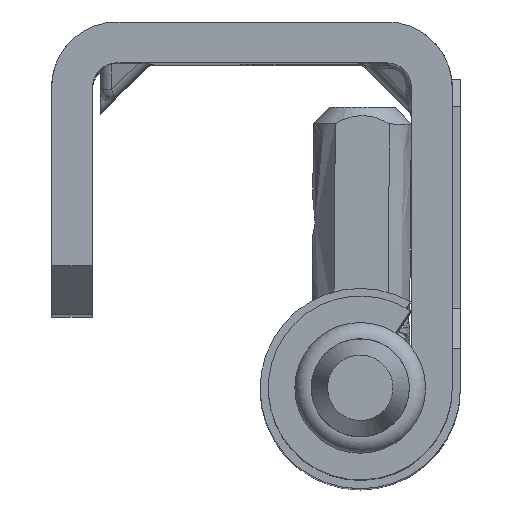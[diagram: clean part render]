
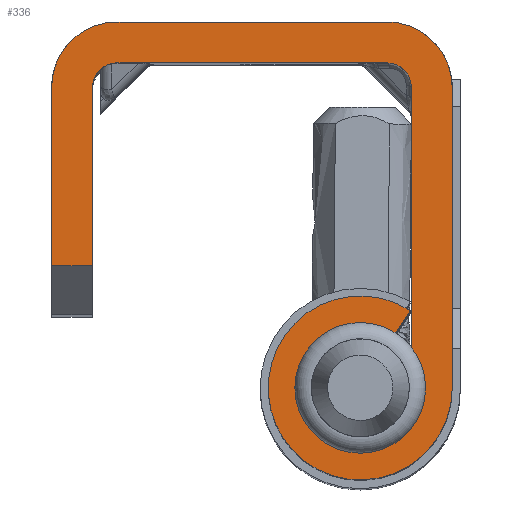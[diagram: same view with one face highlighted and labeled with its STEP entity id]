
A CAD part, top view. The second image highlights one B-rep face of the part: STEP entity #336.
In plain terms, the highlighted planar face has unit normal (0, 0, 1).
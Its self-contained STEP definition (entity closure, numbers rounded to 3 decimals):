
#336=ADVANCED_FACE('',(#639),#640,.F.);
#639=FACE_OUTER_BOUND('',#2821,.T.);
#640=PLANE('',#2822);
#2821=EDGE_LOOP('',(#5895,#5896,#5897,#5898,#5899,#5900,#5901,#5902,#5903,#5904,#5905,#5906,#5907,#5908));
#2822=AXIS2_PLACEMENT_3D('',#5909,#5910,#5911);
#5895=ORIENTED_EDGE('',*,*,#7311,.F.);
#5896=ORIENTED_EDGE('',*,*,#7312,.T.);
#5897=ORIENTED_EDGE('',*,*,#7313,.F.);
#5898=ORIENTED_EDGE('',*,*,#7314,.T.);
#5899=ORIENTED_EDGE('',*,*,#7315,.F.);
#5900=ORIENTED_EDGE('',*,*,#7316,.T.);
#5901=ORIENTED_EDGE('',*,*,#7317,.F.);
#5902=ORIENTED_EDGE('',*,*,#7318,.F.);
#5903=ORIENTED_EDGE('',*,*,#7319,.F.);
#5904=ORIENTED_EDGE('',*,*,#7320,.F.);
#5905=ORIENTED_EDGE('',*,*,#7321,.F.);
#5906=ORIENTED_EDGE('',*,*,#7322,.T.);
#5907=ORIENTED_EDGE('',*,*,#7323,.F.);
#5908=ORIENTED_EDGE('',*,*,#7219,.T.);
#5909=CARTESIAN_POINT('',(0.0,0.0,45.0));
#5910=DIRECTION('',(0.0,0.0,-1.0));
#5911=DIRECTION('',(0.,-1.0,0.0));
#7219=EDGE_CURVE('',#7876,#7878,#7880,.F.);
#7311=EDGE_CURVE('',#8023,#7878,#8024,.T.);
#7312=EDGE_CURVE('',#8023,#8025,#8026,.T.);
#7313=EDGE_CURVE('',#8027,#8025,#8028,.T.);
#7314=EDGE_CURVE('',#8027,#8029,#8030,.T.);
#7315=EDGE_CURVE('',#8031,#8029,#8032,.T.);
#7316=EDGE_CURVE('',#8031,#8033,#8034,.T.);
#7317=EDGE_CURVE('',#8035,#8033,#8036,.T.);
#7318=EDGE_CURVE('',#8037,#8035,#8038,.T.);
#7319=EDGE_CURVE('',#8039,#8037,#8040,.T.);
#7320=EDGE_CURVE('',#8041,#8039,#8042,.T.);
#7321=EDGE_CURVE('',#8043,#8041,#8044,.T.);
#7322=EDGE_CURVE('',#8043,#8045,#8046,.F.);
#7323=EDGE_CURVE('',#7876,#8045,#8047,.T.);
#7876=VERTEX_POINT('',#8893);
#7878=VERTEX_POINT('',#8896);
#7880=CIRCLE('',#8899,4.0);
#8023=VERTEX_POINT('',#9122);
#8024=LINE('',#9123,#9124);
#8025=VERTEX_POINT('',#9125);
#8026=LINE('',#9126,#9127);
#8027=VERTEX_POINT('',#9128);
#8028=LINE('',#9129,#9130);
#8029=VERTEX_POINT('',#9131);
#8030=CIRCLE('',#9132,1.5);
#8031=VERTEX_POINT('',#9133);
#8032=LINE('',#9134,#9135);
#8033=VERTEX_POINT('',#9136);
#8034=CIRCLE('',#9137,1.5);
#8035=VERTEX_POINT('',#9138);
#8036=LINE('',#9139,#9140);
#8037=VERTEX_POINT('',#9141);
#8038=CIRCLE('',#9142,3.125);
#8039=VERTEX_POINT('',#9143);
#8040=LINE('',#9144,#9145);
#8041=VERTEX_POINT('',#9146);
#8042=CIRCLE('',#9147,5.625);
#8043=VERTEX_POINT('',#9148);
#8044=LINE('',#9149,#9150);
#8045=VERTEX_POINT('',#9151);
#8046=CIRCLE('',#9152,4.0);
#8047=LINE('',#9153,#9154);
#8893=CARTESIAN_POINT('',(-14.875,22.375,45.0));
#8896=CARTESIAN_POINT('',(-18.875,18.375,45.0));
#8899=AXIS2_PLACEMENT_3D('',#10380,#10381,#10382);
#9122=CARTESIAN_POINT('',(-18.875,7.475,45.0));
#9123=CARTESIAN_POINT('',(-18.875,4.475,45.0));
#9124=VECTOR('',#10568,1.0);
#9125=CARTESIAN_POINT('',(-16.375,7.475,45.0));
#9126=CARTESIAN_POINT('',(-16.375,7.475,45.0));
#9127=VECTOR('',#10569,1.0);
#9128=CARTESIAN_POINT('',(-16.375,18.375,45.0));
#9129=CARTESIAN_POINT('',(-16.375,19.875,45.0));
#9130=VECTOR('',#10570,1.0);
#9131=CARTESIAN_POINT('',(-14.875,19.875,45.0));
#9132=AXIS2_PLACEMENT_3D('',#10571,#10572,#10573);
#9133=CARTESIAN_POINT('',(1.625,19.875,45.0));
#9134=CARTESIAN_POINT('',(3.125,19.875,45.0));
#9135=VECTOR('',#10574,1.0);
#9136=CARTESIAN_POINT('',(3.125,18.375,45.0));
#9137=AXIS2_PLACEMENT_3D('',#10575,#10576,#10577);
#9138=CARTESIAN_POINT('',(3.125,0.0,45.0));
#9139=CARTESIAN_POINT('',(3.125,0.,45.0));
#9140=VECTOR('',#10578,1.0);
#9141=CARTESIAN_POINT('',(1.702,2.621,45.0));
#9142=AXIS2_PLACEMENT_3D('',#10579,#10580,#10581);
#9143=CARTESIAN_POINT('',(3.064,4.718,45.0));
#9144=CARTESIAN_POINT('',(3.064,4.718,45.0));
#9145=VECTOR('',#10582,1.0);
#9146=CARTESIAN_POINT('',(5.625,0.,45.0));
#9147=AXIS2_PLACEMENT_3D('',#10583,#10584,#10585);
#9148=CARTESIAN_POINT('',(5.625,18.375,45.0));
#9149=CARTESIAN_POINT('',(5.625,22.375,45.0));
#9150=VECTOR('',#10586,1.0);
#9151=CARTESIAN_POINT('',(1.625,22.375,45.0));
#9152=AXIS2_PLACEMENT_3D('',#10587,#10588,#10589);
#9153=CARTESIAN_POINT('',(-18.875,22.375,45.0));
#9154=VECTOR('',#10590,1.0);
#10380=CARTESIAN_POINT('',(-14.875,18.375,45.0));
#10381=DIRECTION('',(0.0,0.0,-1.0));
#10382=DIRECTION('',(-1.0,0.0,0.0));
#10568=DIRECTION('',(0.0,1.0,0.0));
#10569=DIRECTION('',(1.0,0.,0.0));
#10570=DIRECTION('',(0.,-1.0,0.0));
#10571=CARTESIAN_POINT('',(-14.875,18.375,45.0));
#10572=DIRECTION('',(0.0,0.0,-1.0));
#10573=DIRECTION('',(-1.0,0.0,0.0));
#10574=DIRECTION('',(-1.0,0.,0.0));
#10575=CARTESIAN_POINT('',(1.625,18.375,45.0));
#10576=DIRECTION('',(0.0,0.0,-1.0));
#10577=DIRECTION('',(-1.0,0.0,0.0));
#10578=DIRECTION('',(0.,1.0,0.0));
#10579=CARTESIAN_POINT('',(0.0,0.0,45.0));
#10580=DIRECTION('',(0.0,-0.0,1.0));
#10581=DIRECTION('',(1.0,0.,0.0));
#10582=DIRECTION('',(-0.545,-0.839,0.0));
#10583=CARTESIAN_POINT('',(0.0,0.0,45.0));
#10584=DIRECTION('',(0.0,0.0,-1.0));
#10585=DIRECTION('',(1.0,0.,0.0));
#10586=DIRECTION('',(0.,-1.0,0.0));
#10587=CARTESIAN_POINT('',(1.625,18.375,45.0));
#10588=DIRECTION('',(0.0,0.0,-1.0));
#10589=DIRECTION('',(-1.0,0.0,0.0));
#10590=DIRECTION('',(1.0,0.0,0.0));
